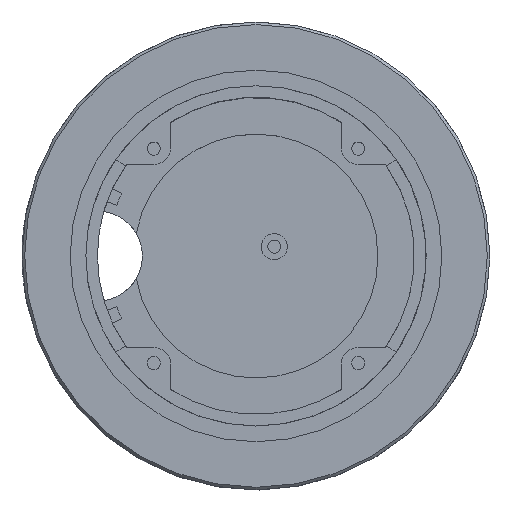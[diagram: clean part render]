
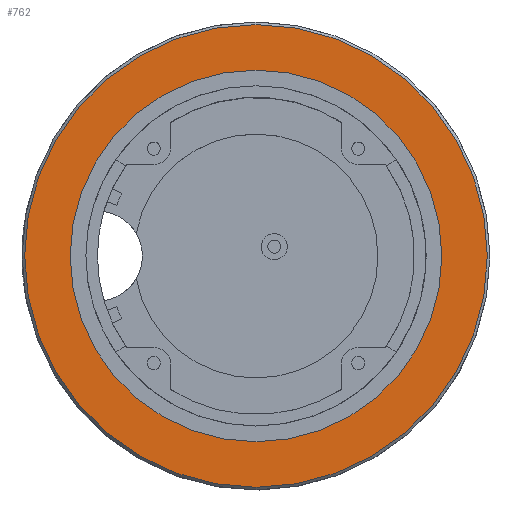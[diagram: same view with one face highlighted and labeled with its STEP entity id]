
A CAD part, top view. The second image highlights one B-rep face of the part: STEP entity #762.
In plain terms, the highlighted planar face has unit normal (0, 0, 1).
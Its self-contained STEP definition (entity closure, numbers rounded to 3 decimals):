
#523 = VERTEX_POINT('',#524);
#524 = CARTESIAN_POINT('',(-44.2,0.,10.5));
#532 = EDGE_CURVE('',#523,#523,#533,.T.);
#533 = CIRCLE('',#534,44.2);
#534 = AXIS2_PLACEMENT_3D('',#535,#536,#537);
#535 = CARTESIAN_POINT('',(0.,0.,10.5));
#536 = DIRECTION('',(0.,0.,1.));
#537 = DIRECTION('',(-1.,0.,0.));
#762 = ADVANCED_FACE('',(#763,#766),#777,.T.);
#763 = FACE_BOUND('',#764,.T.);
#764 = EDGE_LOOP('',(#765));
#765 = ORIENTED_EDGE('',*,*,#532,.T.);
#766 = FACE_BOUND('',#767,.T.);
#767 = EDGE_LOOP('',(#768));
#768 = ORIENTED_EDGE('',*,*,#769,.F.);
#769 = EDGE_CURVE('',#770,#770,#772,.T.);
#770 = VERTEX_POINT('',#771);
#771 = CARTESIAN_POINT('',(-35.5,0.,10.5));
#772 = CIRCLE('',#773,35.5);
#773 = AXIS2_PLACEMENT_3D('',#774,#775,#776);
#774 = CARTESIAN_POINT('',(0.,0.,10.5));
#775 = DIRECTION('',(0.,0.,1.));
#776 = DIRECTION('',(-1.,0.,0.));
#777 = PLANE('',#778);
#778 = AXIS2_PLACEMENT_3D('',#779,#780,#781);
#779 = CARTESIAN_POINT('',(0.,0.,10.5));
#780 = DIRECTION('',(0.,0.,1.));
#781 = DIRECTION('',(-1.,0.,0.));
